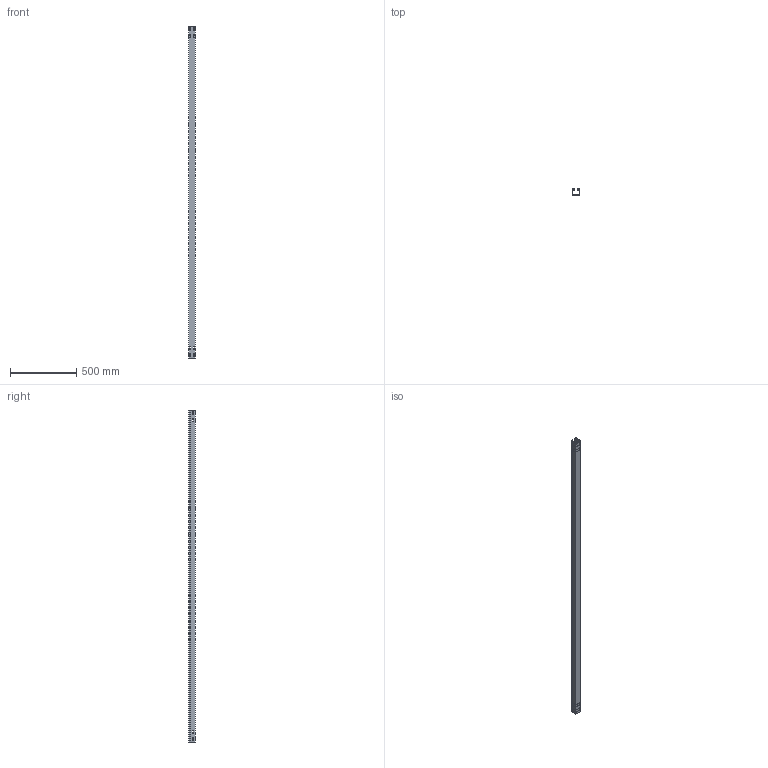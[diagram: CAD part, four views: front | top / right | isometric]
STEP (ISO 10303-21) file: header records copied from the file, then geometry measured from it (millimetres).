
FILE_DESCRIPTION (( 'STEP AP203' ), '1' );
FILE_NAME ('CLN10-050-050-200-D25 Ëîòîê íåïåðôîðèðîâàííûé ESCA 50õ50õ2500-2,0 IEK.STEP', '2021-10-04T11:03:11', ( '' ), ( '' ), 'SwSTEP 2.0', 'SolidWorks 2017', '' );
FILE_SCHEMA (( 'CONFIG_CONTROL_DESIGN' ));
Length unit declared in the file: millimetre
Products named in the file (1): CLN10-050-050-200-D25 Ëîòîê íåïåðôîðèðîâàííûé ESCA 50õ50õ2500-2,0 IEK
Bounding box: 50 x 49.97 x 2500 mm (x, y, z)
Volume: 962615.7 mm3; surface area: 797516.4 mm2
Topology: 1 solids, 1 shells, 116 faces, 342 edges, 228 vertices
Faces by surface type: plane 68, cylinder 48
Entity records: 4023 total; most frequent: CARTESIAN_POINT 687, ORIENTED_EDGE 684, DIRECTION 672, EDGE_CURVE 342, LINE 246, VECTOR 246, VERTEX_POINT 228, AXIS2_PLACEMENT_3D 213
